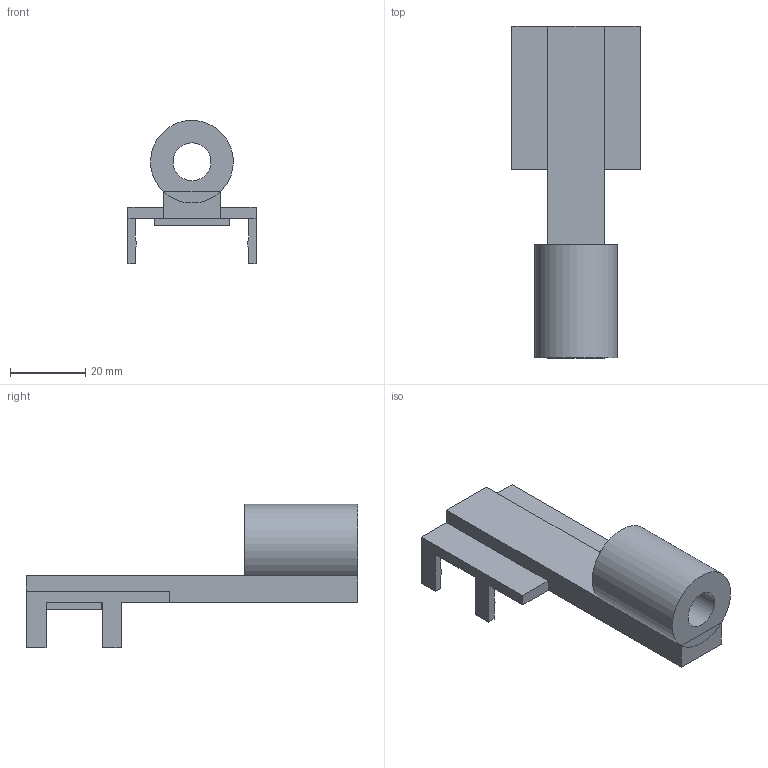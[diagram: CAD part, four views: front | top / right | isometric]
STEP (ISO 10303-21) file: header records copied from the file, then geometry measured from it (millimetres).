
FILE_DESCRIPTION(('FreeCAD Model'),'2;1');
FILE_NAME('Open CASCADE Shape Model','2026-01-29T18:49:13',('Author'),( ''),'Open CASCADE STEP processor 7.8','FreeCAD','Unknown');
FILE_SCHEMA(('AUTOMOTIVE_DESIGN { 1 0 10303 214 1 1 1 1 }'));
Length unit declared in the file: millimetre
Products named in the file (1): Pad005
Bounding box: 34 x 88 x 37.96 mm (x, y, z)
Volume: 20770.8 mm3; surface area: 9094.3 mm2
Topology: 1 solids, 1 shells, 55 faces, 147 edges, 94 vertices
Faces by surface type: plane 52, cylinder 3
Full cylindrical faces by diameter (mm): 10 x1
Entity records: 1698 total; most frequent: CARTESIAN_POINT 297, ORIENTED_EDGE 294, DIRECTION 266, EDGE_CURVE 147, LINE 140, VECTOR 140, VERTEX_POINT 94, AXIS2_PLACEMENT_3D 63
